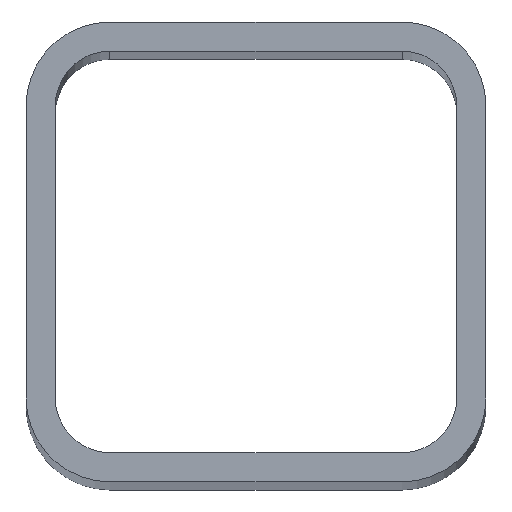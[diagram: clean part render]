
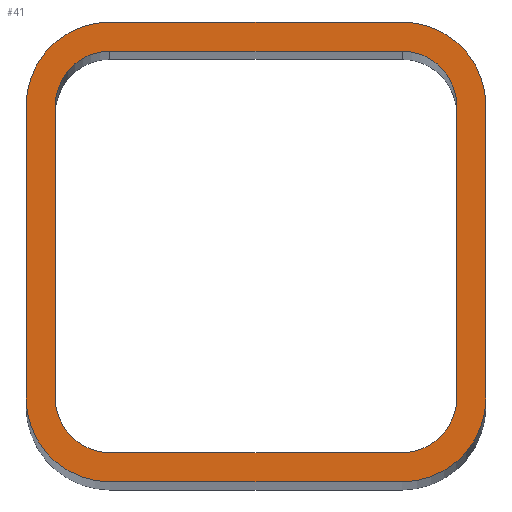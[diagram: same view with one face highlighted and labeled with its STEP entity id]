
A CAD part, top view. The second image highlights one B-rep face of the part: STEP entity #41.
In plain terms, the highlighted planar face has unit normal (0, 0, 1).
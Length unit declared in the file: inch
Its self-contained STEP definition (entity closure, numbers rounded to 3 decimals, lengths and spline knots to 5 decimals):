
#2 = EDGE_CURVE ( 'NONE', #581, #579, #252, .T. ) ;
#5 = EDGE_CURVE ( 'NONE', #579, #351, #134, .T. ) ;
#9 = EDGE_CURVE ( 'NONE', #419, #580, #22, .T. ) ;
#10 = EDGE_CURVE ( 'NONE', #191, #545, #380, .T. ) ;
#12 = EDGE_CURVE ( 'NONE', #563, #540, #392, .T. ) ;
#13 = EDGE_CURVE ( 'NONE', #580, #248, #553, .T. ) ;
#14 = EDGE_CURVE ( 'NONE', #540, #581, #28, .T. ) ;
#15 = EDGE_CURVE ( 'NONE', #544, #542, #441, .T. ) ;
#18 = EDGE_CURVE ( 'NONE', #539, #544, #33, .T. ) ;
#21 = VECTOR ( 'NONE', #398, 39.37008 ) ;
#22 = CIRCLE ( 'NONE', #23, 0.21563 ) ;
#23 = AXIS2_PLACEMENT_3D ( 'NONE', #421, #428, #183 ) ;
#24 = VECTOR ( 'NONE', #176, 39.37008 ) ;
#27 = VECTOR ( 'NONE', #270, 39.37008 ) ;
#28 = CIRCLE ( 'NONE', #30, 0.21563 ) ;
#29 = VECTOR ( 'NONE', #148, 39.37008 ) ;
#30 = AXIS2_PLACEMENT_3D ( 'NONE', #497, #498, #499 ) ;
#33 = CIRCLE ( 'NONE', #142, 0.14063 ) ;
#41 = ADVANCED_FACE ( 'NONE', ( #484, #481 ), #485, .T. ) ;
#55 = EDGE_CURVE ( 'NONE', #159, #155, #465, .T. ) ;
#57 = EDGE_CURVE ( 'NONE', #248, #563, #612, .T. ) ;
#58 = EDGE_CURVE ( 'NONE', #542, #191, #613, .T. ) ;
#59 = EDGE_CURVE ( 'NONE', #155, #577, #619, .T. ) ;
#75 = EDGE_CURVE ( 'NONE', #351, #419, #144, .T. ) ;
#77 = EDGE_CURVE ( 'NONE', #545, #159, #126, .T. ) ;
#79 = EDGE_CURVE ( 'NONE', #577, #539, #283, .T. ) ;
#95 = AXIS2_PLACEMENT_3D ( 'NONE', #495, #480, #479 ) ;
#104 = VECTOR ( 'NONE', #430, 39.37008 ) ;
#117 = VECTOR ( 'NONE', #298, 39.37008 ) ;
#126 = CIRCLE ( 'NONE', #127, 0.14063 ) ;
#127 = AXIS2_PLACEMENT_3D ( 'NONE', #288, #287, #286 ) ;
#128 = VECTOR ( 'NONE', #280, 39.37008 ) ;
#132 = VECTOR ( 'NONE', #179, 39.37008 ) ;
#134 = CIRCLE ( 'NONE', #140, 0.21563 ) ;
#140 = AXIS2_PLACEMENT_3D ( 'NONE', #565, #393, #552 ) ;
#142 = AXIS2_PLACEMENT_3D ( 'NONE', #454, #357, #490 ) ;
#144 = LINE ( 'NONE', #315, #117 ) ;
#148 = DIRECTION ( 'NONE',  ( -1., 0., 0. ) ) ;
#151 = ORIENTED_EDGE ( 'NONE', *, *, #9, .T. ) ;
#155 = VERTEX_POINT ( 'NONE', #237 ) ;
#159 = VERTEX_POINT ( 'NONE', #235 ) ;
#176 = DIRECTION ( 'NONE',  ( -1., 0., 0. ) ) ;
#179 = DIRECTION ( 'NONE',  ( 0., -1., 0. ) ) ;
#182 = CARTESIAN_POINT ( 'NONE',  ( -0.591, -0.37537, 6. ) ) ;
#183 = DIRECTION ( 'NONE',  ( 1., 0., 0. ) ) ;
#184 = CARTESIAN_POINT ( 'NONE',  ( 0.516, -0.37537, 6. ) ) ;
#185 = CARTESIAN_POINT ( 'NONE',  ( -0.591, 0.37537, 6. ) ) ;
#187 = CARTESIAN_POINT ( 'NONE',  ( 0.591, -0.37537, 6. ) ) ;
#188 = CARTESIAN_POINT ( 'NONE',  ( 0.37537, 0.591, 6. ) ) ;
#190 = CARTESIAN_POINT ( 'NONE',  ( -0.37537, 0.591, 6. ) ) ;
#191 = VERTEX_POINT ( 'NONE', #216 ) ;
#193 = CARTESIAN_POINT ( 'NONE',  ( 0.516, 0.37537, 6. ) ) ;
#195 = CARTESIAN_POINT ( 'NONE',  ( -0.37537, 0.516, 6. ) ) ;
#196 = CARTESIAN_POINT ( 'NONE',  ( -0.516, -0.37537, 6. ) ) ;
#199 = CARTESIAN_POINT ( 'NONE',  ( 0.37537, -0.591, 6. ) ) ;
#201 = CARTESIAN_POINT ( 'NONE',  ( 0.37537, 0.516, 6. ) ) ;
#203 = CARTESIAN_POINT ( 'NONE',  ( -0.591, -0.37537, 6. ) ) ;
#205 = CARTESIAN_POINT ( 'NONE',  ( -0.37537, -0.591, 6. ) ) ;
#211 = CARTESIAN_POINT ( 'NONE',  ( 0.591, 0.37537, 6. ) ) ;
#216 = CARTESIAN_POINT ( 'NONE',  ( -0.516, 0.37537, 6. ) ) ;
#227 = ORIENTED_EDGE ( 'NONE', *, *, #75, .T. ) ;
#233 = ORIENTED_EDGE ( 'NONE', *, *, #12, .T. ) ;
#235 = CARTESIAN_POINT ( 'NONE',  ( -0.37537, -0.516, 6. ) ) ;
#237 = CARTESIAN_POINT ( 'NONE',  ( 0.37537, -0.516, 6. ) ) ;
#248 = VERTEX_POINT ( 'NONE', #211 ) ;
#252 = LINE ( 'NONE', #203, #132 ) ;
#268 = CARTESIAN_POINT ( 'NONE',  ( 0.591, 0.37537, 6. ) ) ;
#270 = DIRECTION ( 'NONE',  ( 0., 1., 0. ) ) ;
#271 = CARTESIAN_POINT ( 'NONE',  ( 0.37537, 0.591, 6. ) ) ;
#280 = DIRECTION ( 'NONE',  ( 0., 1., 0. ) ) ;
#281 = CARTESIAN_POINT ( 'NONE',  ( 0.516, 0.37537, 6. ) ) ;
#283 = LINE ( 'NONE', #281, #128 ) ;
#286 = DIRECTION ( 'NONE',  ( 1., 0., 0. ) ) ;
#287 = DIRECTION ( 'NONE',  ( 0., 0., 1. ) ) ;
#288 = CARTESIAN_POINT ( 'NONE',  ( -0.37537, -0.37537, 6. ) ) ;
#298 = DIRECTION ( 'NONE',  ( 1., 0., 0. ) ) ;
#315 = CARTESIAN_POINT ( 'NONE',  ( -0.37537, -0.591, 6. ) ) ;
#320 = ORIENTED_EDGE ( 'NONE', *, *, #2, .T. ) ;
#326 = ORIENTED_EDGE ( 'NONE', *, *, #5, .T. ) ;
#351 = VERTEX_POINT ( 'NONE', #205 ) ;
#353 = ORIENTED_EDGE ( 'NONE', *, *, #15, .F. ) ;
#354 = ORIENTED_EDGE ( 'NONE', *, *, #55, .F. ) ;
#357 = DIRECTION ( 'NONE',  ( 0., 0., 1. ) ) ;
#380 = LINE ( 'NONE', #383, #21 ) ;
#383 = CARTESIAN_POINT ( 'NONE',  ( -0.516, -0.37537, 6. ) ) ;
#392 = LINE ( 'NONE', #271, #24 ) ;
#393 = DIRECTION ( 'NONE',  ( 0., 0., 1. ) ) ;
#398 = DIRECTION ( 'NONE',  ( 0., -1., 0. ) ) ;
#403 = DIRECTION ( 'NONE',  ( 1., 0., 0. ) ) ;
#406 = CARTESIAN_POINT ( 'NONE',  ( 0.37537, -0.37537, 6. ) ) ;
#407 = DIRECTION ( 'NONE',  ( 0., 0., 1. ) ) ;
#419 = VERTEX_POINT ( 'NONE', #199 ) ;
#421 = CARTESIAN_POINT ( 'NONE',  ( 0.37537, -0.37537, 6. ) ) ;
#426 = CARTESIAN_POINT ( 'NONE',  ( -0.37537, -0.516, 6. ) ) ;
#428 = DIRECTION ( 'NONE',  ( 0., 0., 1. ) ) ;
#430 = DIRECTION ( 'NONE',  ( 1., 0., 0. ) ) ;
#437 = EDGE_LOOP ( 'NONE', ( #513, #530, #353, #561, #578, #522, #354, #528 ) ) ;
#438 = DIRECTION ( 'NONE',  ( 0., 0., 1. ) ) ;
#439 = DIRECTION ( 'NONE',  ( 1., 0., 0. ) ) ;
#441 = LINE ( 'NONE', #504, #29 ) ;
#442 = CARTESIAN_POINT ( 'NONE',  ( 0.37537, 0.37537, 6. ) ) ;
#451 = DIRECTION ( 'NONE',  ( 1., 0., 0. ) ) ;
#452 = DIRECTION ( 'NONE',  ( 0., 0., 1. ) ) ;
#454 = CARTESIAN_POINT ( 'NONE',  ( 0.37537, 0.37537, 6. ) ) ;
#458 = CARTESIAN_POINT ( 'NONE',  ( -0.37537, 0.37537, 6. ) ) ;
#465 = LINE ( 'NONE', #426, #104 ) ;
#479 = DIRECTION ( 'NONE',  ( 1., 0., 0. ) ) ;
#480 = DIRECTION ( 'NONE',  ( 0., 0., 1. ) ) ;
#481 = FACE_BOUND ( 'NONE', #437, .T. ) ;
#484 = FACE_OUTER_BOUND ( 'NONE', #549, .T. ) ;
#485 = PLANE ( 'NONE',  #95 ) ;
#490 = DIRECTION ( 'NONE',  ( 1., 0., 0. ) ) ;
#495 = CARTESIAN_POINT ( 'NONE',  ( 0.37537, 0.37537, 6. ) ) ;
#497 = CARTESIAN_POINT ( 'NONE',  ( -0.37537, 0.37537, 6. ) ) ;
#498 = DIRECTION ( 'NONE',  ( 0., 0., 1. ) ) ;
#499 = DIRECTION ( 'NONE',  ( 1., 0., 0. ) ) ;
#504 = CARTESIAN_POINT ( 'NONE',  ( 0.37537, 0.516, 6. ) ) ;
#513 = ORIENTED_EDGE ( 'NONE', *, *, #10, .F. ) ;
#522 = ORIENTED_EDGE ( 'NONE', *, *, #59, .F. ) ;
#528 = ORIENTED_EDGE ( 'NONE', *, *, #77, .F. ) ;
#530 = ORIENTED_EDGE ( 'NONE', *, *, #58, .F. ) ;
#539 = VERTEX_POINT ( 'NONE', #193 ) ;
#540 = VERTEX_POINT ( 'NONE', #190 ) ;
#542 = VERTEX_POINT ( 'NONE', #195 ) ;
#544 = VERTEX_POINT ( 'NONE', #201 ) ;
#545 = VERTEX_POINT ( 'NONE', #196 ) ;
#549 = EDGE_LOOP ( 'NONE', ( #590, #233, #591, #320, #326, #227, #151, #560 ) ) ;
#552 = DIRECTION ( 'NONE',  ( 1., 0., 0. ) ) ;
#553 = LINE ( 'NONE', #268, #27 ) ;
#560 = ORIENTED_EDGE ( 'NONE', *, *, #13, .T. ) ;
#561 = ORIENTED_EDGE ( 'NONE', *, *, #18, .F. ) ;
#563 = VERTEX_POINT ( 'NONE', #188 ) ;
#565 = CARTESIAN_POINT ( 'NONE',  ( -0.37537, -0.37537, 6. ) ) ;
#577 = VERTEX_POINT ( 'NONE', #184 ) ;
#578 = ORIENTED_EDGE ( 'NONE', *, *, #79, .F. ) ;
#579 = VERTEX_POINT ( 'NONE', #182 ) ;
#580 = VERTEX_POINT ( 'NONE', #187 ) ;
#581 = VERTEX_POINT ( 'NONE', #185 ) ;
#590 = ORIENTED_EDGE ( 'NONE', *, *, #57, .T. ) ;
#591 = ORIENTED_EDGE ( 'NONE', *, *, #14, .T. ) ;
#612 = CIRCLE ( 'NONE', #615, 0.21563 ) ;
#613 = CIRCLE ( 'NONE', #617, 0.14063 ) ;
#615 = AXIS2_PLACEMENT_3D ( 'NONE', #442, #438, #439 ) ;
#617 = AXIS2_PLACEMENT_3D ( 'NONE', #458, #452, #451 ) ;
#619 = CIRCLE ( 'NONE', #620, 0.14063 ) ;
#620 = AXIS2_PLACEMENT_3D ( 'NONE', #406, #407, #403 ) ;
